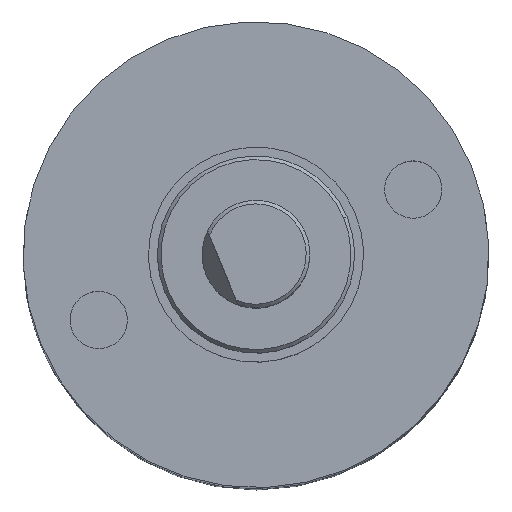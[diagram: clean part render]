
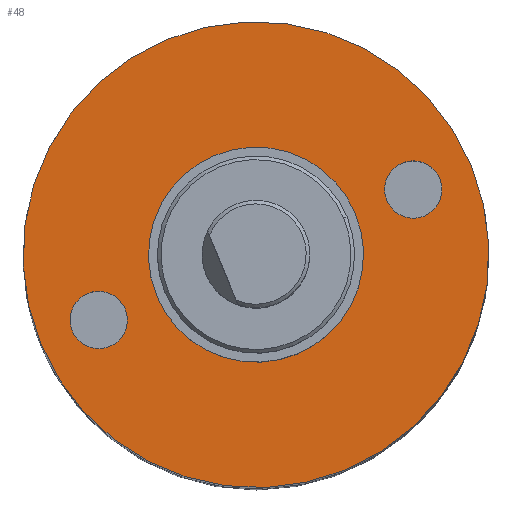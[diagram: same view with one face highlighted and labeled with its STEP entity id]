
A CAD part, top view. The second image highlights one B-rep face of the part: STEP entity #48.
In plain terms, the highlighted planar face has unit normal (0, 0, 1).
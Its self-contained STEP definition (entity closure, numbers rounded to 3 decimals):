
#48 = ADVANCED_FACE ( 'NONE', ( #1820, #3603, #65, #3490 ), #846, .F. ) ;
#55 = CIRCLE ( 'NONE', #3369, 0.8 ) ;
#65 = FACE_BOUND ( 'NONE', #1954, .T. ) ;
#129 = DIRECTION ( 'NONE',  ( 0., 0., 1. ) ) ;
#254 = CIRCLE ( 'NONE', #4319, 0.8 ) ;
#287 = DIRECTION ( 'NONE',  ( 0., 0., 1. ) ) ;
#298 = CARTESIAN_POINT ( 'NONE',  ( 19.794, -4.948, 28.15 ) ) ;
#390 = AXIS2_PLACEMENT_3D ( 'NONE', #3158, #1520, #3839 ) ;
#412 = CIRCLE ( 'NONE', #2473, 3. ) ;
#440 = VERTEX_POINT ( 'NONE', #2708 ) ;
#592 = ORIENTED_EDGE ( 'NONE', *, *, #2064, .T. ) ;
#651 = CARTESIAN_POINT ( 'NONE',  ( 22.565, -3.799, 28.15 ) ) ;
#659 = ORIENTED_EDGE ( 'NONE', *, *, #2669, .F. ) ;
#721 = CARTESIAN_POINT ( 'NONE',  ( 24.921, -2.823, 28.15 ) ) ;
#755 = CARTESIAN_POINT ( 'NONE',  ( 17.023, -6.098, 28.15 ) ) ;
#846 = PLANE ( 'NONE',  #390 ) ;
#928 = EDGE_LOOP ( 'NONE', ( #1071, #2976 ) ) ;
#976 = CARTESIAN_POINT ( 'NONE',  ( 19.794, -4.948, 28.15 ) ) ;
#998 = DIRECTION ( 'NONE',  ( 0., 0., -1. ) ) ;
#1071 = ORIENTED_EDGE ( 'NONE', *, *, #4105, .F. ) ;
#1114 = AXIS2_PLACEMENT_3D ( 'NONE', #2982, #998, #3320 ) ;
#1283 = EDGE_CURVE ( 'NONE', #2392, #3885, #1358, .T. ) ;
#1358 = CIRCLE ( 'NONE', #2499, 6.5 ) ;
#1520 = DIRECTION ( 'NONE',  ( 0., 0., -1. ) ) ;
#1573 = DIRECTION ( 'NONE',  ( -0.924, -0.383, 0. ) ) ;
#1594 = CARTESIAN_POINT ( 'NONE',  ( 15.406, -6.768, 28.15 ) ) ;
#1649 = VERTEX_POINT ( 'NONE', #3612 ) ;
#1735 = CARTESIAN_POINT ( 'NONE',  ( 24.182, -3.129, 28.15 ) ) ;
#1791 = CARTESIAN_POINT ( 'NONE',  ( 23.443, -3.435, 28.15 ) ) ;
#1820 = FACE_BOUND ( 'NONE', #3601, .T. ) ;
#1852 = CIRCLE ( 'NONE', #1114, 6.5 ) ;
#1866 = ORIENTED_EDGE ( 'NONE', *, *, #2641, .F. ) ;
#1893 = DIRECTION ( 'NONE',  ( 0.924, 0.383, 0. ) ) ;
#1954 = EDGE_LOOP ( 'NONE', ( #592, #4103 ) ) ;
#2062 = DIRECTION ( 'NONE',  ( 0.924, 0.383, 0. ) ) ;
#2064 = EDGE_CURVE ( 'NONE', #3537, #3947, #412, .T. ) ;
#2093 = EDGE_CURVE ( 'NONE', #3947, #3537, #2953, .T. ) ;
#2220 = CIRCLE ( 'NONE', #2391, 0.8 ) ;
#2236 = DIRECTION ( 'NONE',  ( 0., 0., 1. ) ) ;
#2242 = VERTEX_POINT ( 'NONE', #721 ) ;
#2255 = CARTESIAN_POINT ( 'NONE',  ( 19.794, -4.948, 28.15 ) ) ;
#2276 = DIRECTION ( 'NONE',  ( 0., 0., -1. ) ) ;
#2352 = EDGE_CURVE ( 'NONE', #2490, #2242, #2220, .T. ) ;
#2391 = AXIS2_PLACEMENT_3D ( 'NONE', #3131, #129, #4170 ) ;
#2392 = VERTEX_POINT ( 'NONE', #4002 ) ;
#2473 = AXIS2_PLACEMENT_3D ( 'NONE', #976, #3488, #2504 ) ;
#2490 = VERTEX_POINT ( 'NONE', #1791 ) ;
#2499 = AXIS2_PLACEMENT_3D ( 'NONE', #298, #2276, #4295 ) ;
#2504 = DIRECTION ( 'NONE',  ( -0.924, -0.383, 0. ) ) ;
#2563 = EDGE_LOOP ( 'NONE', ( #2769, #2611 ) ) ;
#2605 = CIRCLE ( 'NONE', #3829, 0.8 ) ;
#2611 = ORIENTED_EDGE ( 'NONE', *, *, #3359, .F. ) ;
#2641 = EDGE_CURVE ( 'NONE', #1649, #440, #55, .T. ) ;
#2669 = EDGE_CURVE ( 'NONE', #440, #1649, #2605, .T. ) ;
#2708 = CARTESIAN_POINT ( 'NONE',  ( 16.145, -6.462, 28.15 ) ) ;
#2718 = DIRECTION ( 'NONE',  ( 0.924, 0.383, 0. ) ) ;
#2769 = ORIENTED_EDGE ( 'NONE', *, *, #1283, .F. ) ;
#2922 = AXIS2_PLACEMENT_3D ( 'NONE', #2255, #3898, #1573 ) ;
#2953 = CIRCLE ( 'NONE', #2922, 3. ) ;
#2976 = ORIENTED_EDGE ( 'NONE', *, *, #2352, .F. ) ;
#2982 = CARTESIAN_POINT ( 'NONE',  ( 19.794, -4.948, 28.15 ) ) ;
#3131 = CARTESIAN_POINT ( 'NONE',  ( 24.182, -3.129, 28.15 ) ) ;
#3158 = CARTESIAN_POINT ( 'NONE',  ( 19.794, -4.948, 28.15 ) ) ;
#3320 = DIRECTION ( 'NONE',  ( -0.924, -0.383, 0. ) ) ;
#3359 = EDGE_CURVE ( 'NONE', #3885, #2392, #1852, .T. ) ;
#3369 = AXIS2_PLACEMENT_3D ( 'NONE', #1594, #2236, #1893 ) ;
#3488 = DIRECTION ( 'NONE',  ( 0., 0., -1. ) ) ;
#3490 = FACE_OUTER_BOUND ( 'NONE', #2563, .T. ) ;
#3537 = VERTEX_POINT ( 'NONE', #755 ) ;
#3601 = EDGE_LOOP ( 'NONE', ( #659, #1866 ) ) ;
#3603 = FACE_BOUND ( 'NONE', #928, .T. ) ;
#3612 = CARTESIAN_POINT ( 'NONE',  ( 14.667, -7.074, 28.15 ) ) ;
#3829 = AXIS2_PLACEMENT_3D ( 'NONE', #3863, #287, #2718 ) ;
#3839 = DIRECTION ( 'NONE',  ( -0.924, -0.383, 0. ) ) ;
#3863 = CARTESIAN_POINT ( 'NONE',  ( 15.406, -6.768, 28.15 ) ) ;
#3885 = VERTEX_POINT ( 'NONE', #4285 ) ;
#3898 = DIRECTION ( 'NONE',  ( 0., 0., -1. ) ) ;
#3947 = VERTEX_POINT ( 'NONE', #651 ) ;
#4002 = CARTESIAN_POINT ( 'NONE',  ( 25.798, -2.459, 28.15 ) ) ;
#4082 = DIRECTION ( 'NONE',  ( 0., 0., 1. ) ) ;
#4103 = ORIENTED_EDGE ( 'NONE', *, *, #2093, .T. ) ;
#4105 = EDGE_CURVE ( 'NONE', #2242, #2490, #254, .T. ) ;
#4170 = DIRECTION ( 'NONE',  ( 0.924, 0.383, 0. ) ) ;
#4285 = CARTESIAN_POINT ( 'NONE',  ( 13.79, -7.438, 28.15 ) ) ;
#4295 = DIRECTION ( 'NONE',  ( -0.924, -0.383, 0. ) ) ;
#4319 = AXIS2_PLACEMENT_3D ( 'NONE', #1735, #4082, #2062 ) ;
